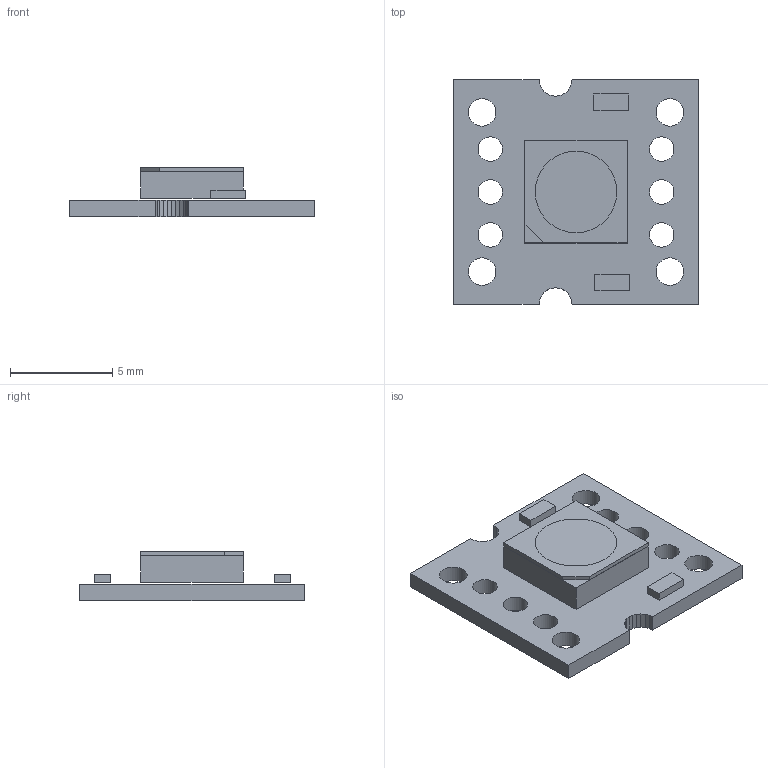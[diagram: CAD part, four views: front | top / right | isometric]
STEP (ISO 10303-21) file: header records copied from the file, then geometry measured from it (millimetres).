
FILE_DESCRIPTION(('Open CASCADE Model'),'2;1');
FILE_NAME('Open CASCADE Shape Model','2013-07-09T13:04:38',('Author'),( 'Open CASCADE'),'Open CASCADE STEP processor 6.2','Open CASCADE 6.2' ,'Unknown');
FILE_SCHEMA(('AUTOMOTIVE_DESIGN { 1 0 10303 214 1 1 1 1 }'));
Length unit declared in the file: millimetre
Products named in the file (13): PCB; Board; LED1; 763528112; Extruded; 705420168; Cylinder; 725318304; C1; 725338656; R1
Assembly tree (13 placements, depth 4):
  PCB
    Board
    LED1
      763528112
        Extruded
      705420168
        Cylinder
      725318304
        Extruded
    C1
      725338656
        Extruded
    R1
      725338656
        Extruded
Bounding box: 12 x 11 x 2.41 mm (x, y, z)
Volume: 136.5 mm3; surface area: 472.5 mm2
Topology: 6 solids, 6 shells, 70 faces, 174 edges, 116 vertices
Faces by surface type: plane 59, cylinder 11
Full cylindrical faces by diameter (mm): 1.2 x6, 1.35 x4, 4 x1
Entity records: 4397 total; most frequent: CARTESIAN_POINT 806, DIRECTION 640, LINE 440, VECTOR 440, ORIENTED_EDGE 324, PCURVE 324, DEFINITIONAL_REPRESENTATION 324, EDGE_CURVE 162
